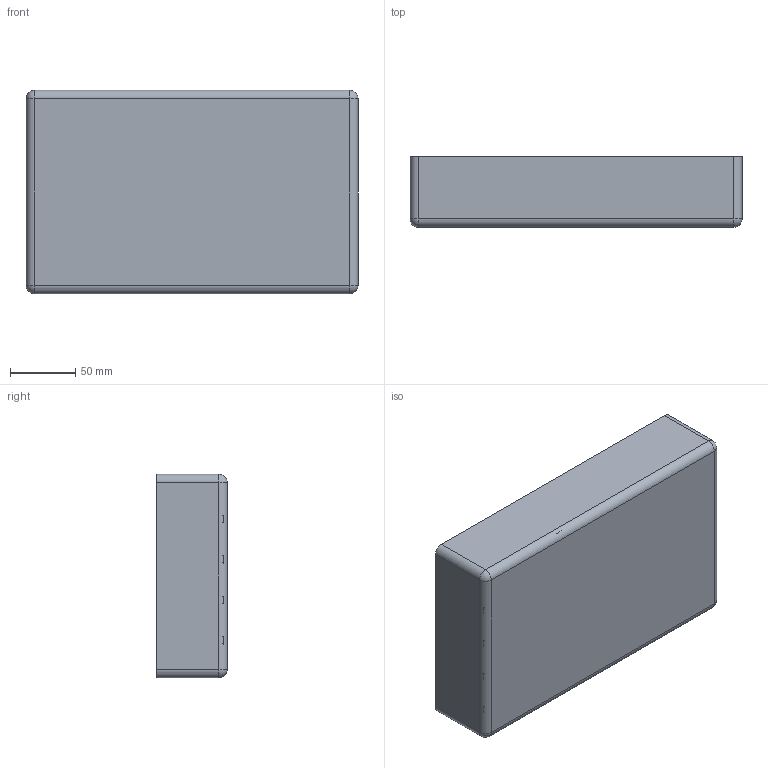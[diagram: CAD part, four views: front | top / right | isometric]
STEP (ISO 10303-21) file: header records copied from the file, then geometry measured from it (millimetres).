
FILE_DESCRIPTION(/* description */ (''),/* implementation_level */ '2;1');
FILE_NAME(/* name */ 'SIK_inserts v12.step',/* time_stamp */ '2017-11-13T12:50:44-07:00',/* author */ ('NPoole553ER'),/* organization */ (''),/* preprocessor_version */ 'ST-DEVELOPER v16.13',/* originating_system */ 'Autodesk Translation Framework v6.5.0.72',/* authorisation */ '');
FILE_SCHEMA (('AUTOMOTIVE_DESIGN { 1 0 10303 214 3 1 1 }'));
Length unit declared in the file: millimetre
Products named in the file (1): SIK_inserts
Bounding box: 254 x 53.98 x 155.57 mm (x, y, z)
Volume: 289363.8 mm3; surface area: 211126.1 mm2
Topology: 1 solids, 1 shells, 215 faces, 564 edges, 372 vertices
Faces by surface type: plane 119, cylinder 92, sphere 4
Entity records: 6679 total; most frequent: DIRECTION 1180, CARTESIAN_POINT 1152, ORIENTED_EDGE 1128, EDGE_CURVE 564, AXIS2_PLACEMENT_3D 400, LINE 380, VECTOR 380, VERTEX_POINT 372
